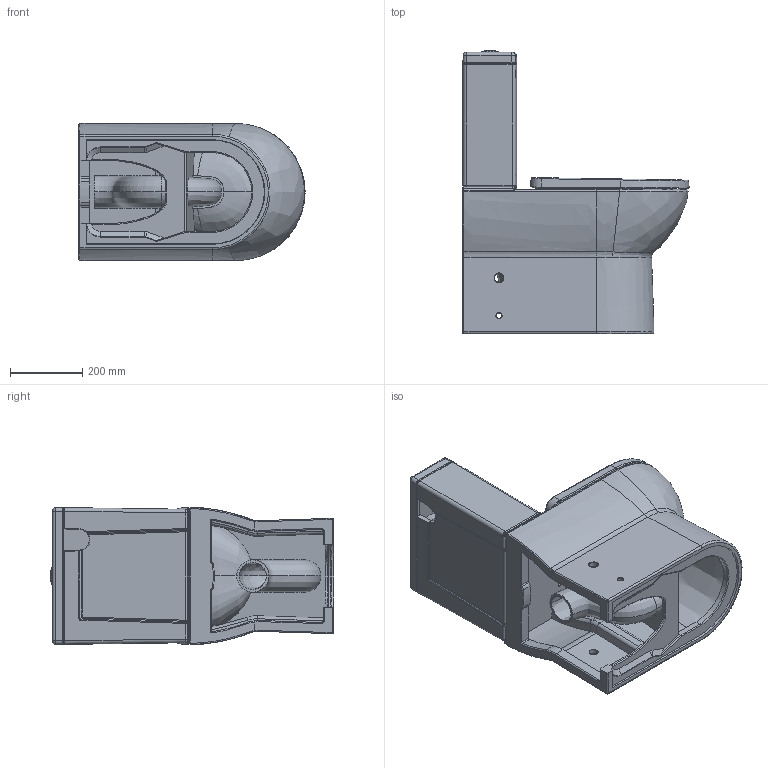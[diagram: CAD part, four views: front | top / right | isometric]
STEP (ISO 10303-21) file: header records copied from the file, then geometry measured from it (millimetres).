
FILE_DESCRIPTION((''),'2;1');
FILE_NAME('A-8079_ASM','2019-04-05T13:37:51',('raysman'),(''),'CREO PARAMETRIC BY PTC INC, 2019010','CREO PARAMETRIC BY PTC INC, 2019010','');
FILE_SCHEMA(('CONFIG_CONTROL_DESIGN','SHAPE_APPEARANCE_LAYERS_GROUPS'));
Products named in the file (6): A-8079; A-8079-4; A-8079-2; A-8079-3; A-8079-5; A-8079_ASM
Assembly tree (5 placements, depth 2):
  A-8079_ASM
    A-8079
    A-8079-4
    A-8079-2
    A-8079-3
    A-8079-5
Bounding box: 626.94 x 786.5 x 379.97 mm (x, y, z)
Volume: 23306055.5 mm3; surface area: 3620764.1 mm2
Topology: 9 solids, 9 shells, 699 faces, 1725 edges, 1044 vertices
Faces by surface type: bspline 227, cylinder 195, plane 152, torus 60, cone 29, extrusion 23, sphere 11, revolution 2
Entity records: 42711 total; most frequent: CARTESIAN_POINT 27626, ORIENTED_EDGE 3446, DIRECTION 2613, EDGE_CURVE 1723, VERTEX_POINT 1044, AXIS2_PLACEMENT_3D 1017, EDGE_LOOP 733, FACE_OUTER_BOUND 699
